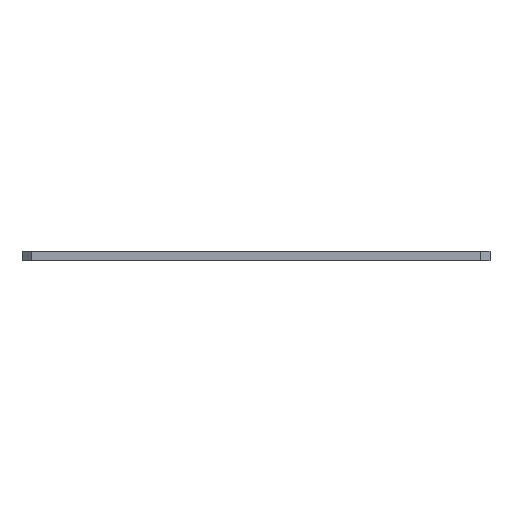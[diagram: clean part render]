
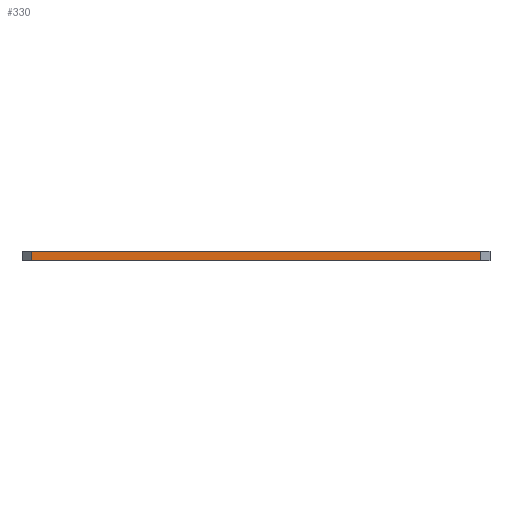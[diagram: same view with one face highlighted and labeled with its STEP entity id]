
A CAD part, front view. The second image highlights one B-rep face of the part: STEP entity #330.
In plain terms, the highlighted planar face has unit normal (0, -1, 0).
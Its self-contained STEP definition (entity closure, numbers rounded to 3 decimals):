
#15 = VERTEX_POINT ( 'NONE', #660 ) ;
#33 = LINE ( 'NONE', #635, #81 ) ;
#58 = VECTOR ( 'NONE', #228, 1000. ) ;
#74 = CARTESIAN_POINT ( 'NONE',  ( -48., -75., 0. ) ) ;
#81 = VECTOR ( 'NONE', #198, 1000. ) ;
#84 = DIRECTION ( 'NONE',  ( 1., 0., 0. ) ) ;
#125 = EDGE_LOOP ( 'NONE', ( #439, #682, #582, #302 ) ) ;
#151 = EDGE_CURVE ( 'NONE', #242, #716, #382, .T. ) ;
#174 = CARTESIAN_POINT ( 'NONE',  ( -50., -75., 2. ) ) ;
#195 = EDGE_CURVE ( 'NONE', #242, #502, #33, .T. ) ;
#198 = DIRECTION ( 'NONE',  ( 0., 0., -1. ) ) ;
#228 = DIRECTION ( 'NONE',  ( 1., 0., 0. ) ) ;
#242 = VERTEX_POINT ( 'NONE', #271 ) ;
#271 = CARTESIAN_POINT ( 'NONE',  ( -48., -75., 2. ) ) ;
#291 = DIRECTION ( 'NONE',  ( 0., 0., 1. ) ) ;
#301 = LINE ( 'NONE', #535, #548 ) ;
#302 = ORIENTED_EDGE ( 'NONE', *, *, #457, .T. ) ;
#311 = PLANE ( 'NONE',  #672 ) ;
#329 = CARTESIAN_POINT ( 'NONE',  ( -50., -75., 2. ) ) ;
#330 = ADVANCED_FACE ( 'NONE', ( #341 ), #311, .F. ) ;
#341 = FACE_OUTER_BOUND ( 'NONE', #125, .T. ) ;
#360 = EDGE_CURVE ( 'NONE', #502, #15, #638, .T. ) ;
#382 = LINE ( 'NONE', #329, #646 ) ;
#439 = ORIENTED_EDGE ( 'NONE', *, *, #151, .F. ) ;
#457 = EDGE_CURVE ( 'NONE', #15, #716, #301, .T. ) ;
#502 = VERTEX_POINT ( 'NONE', #74 ) ;
#527 = CARTESIAN_POINT ( 'NONE',  ( -50., -75., 0. ) ) ;
#535 = CARTESIAN_POINT ( 'NONE',  ( 48., -75., 2. ) ) ;
#548 = VECTOR ( 'NONE', #769, 1000. ) ;
#582 = ORIENTED_EDGE ( 'NONE', *, *, #360, .T. ) ;
#585 = DIRECTION ( 'NONE',  ( 0., 1., 0. ) ) ;
#635 = CARTESIAN_POINT ( 'NONE',  ( -48., -75., 2. ) ) ;
#638 = LINE ( 'NONE', #527, #58 ) ;
#646 = VECTOR ( 'NONE', #84, 1000. ) ;
#660 = CARTESIAN_POINT ( 'NONE',  ( 48., -75., 0. ) ) ;
#672 = AXIS2_PLACEMENT_3D ( 'NONE', #174, #585, #291 ) ;
#682 = ORIENTED_EDGE ( 'NONE', *, *, #195, .T. ) ;
#688 = CARTESIAN_POINT ( 'NONE',  ( 48., -75., 2. ) ) ;
#716 = VERTEX_POINT ( 'NONE', #688 ) ;
#769 = DIRECTION ( 'NONE',  ( 0., 0., 1. ) ) ;
